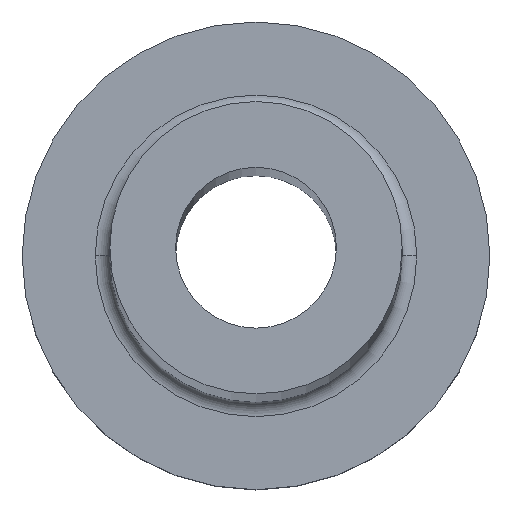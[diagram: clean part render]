
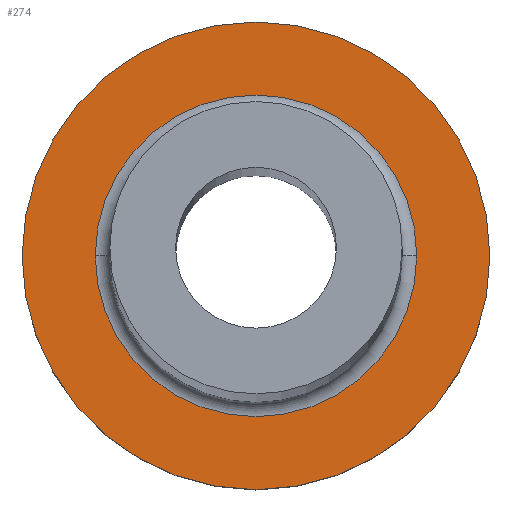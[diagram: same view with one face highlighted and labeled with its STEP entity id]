
A CAD part, top view. The second image highlights one B-rep face of the part: STEP entity #274.
In plain terms, the highlighted planar face has unit normal (0, 0, 1).
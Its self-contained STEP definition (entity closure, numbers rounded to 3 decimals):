
#2 = AXIS2_PLACEMENT_3D ( 'NONE', #313, #168, #375 ) ;
#26 = AXIS2_PLACEMENT_3D ( 'NONE', #89, #90, #290 ) ;
#27 = VERTEX_POINT ( 'NONE', #106 ) ;
#31 = VERTEX_POINT ( 'NONE', #76 ) ;
#33 = AXIS2_PLACEMENT_3D ( 'NONE', #310, #280, #136 ) ;
#57 = DIRECTION ( 'NONE',  ( 0., 0., 1. ) ) ;
#58 = FACE_OUTER_BOUND ( 'NONE', #298, .T. ) ;
#68 = VERTEX_POINT ( 'NONE', #105 ) ;
#76 = CARTESIAN_POINT ( 'NONE',  ( -5.5, 0., 5. ) ) ;
#87 = DIRECTION ( 'NONE',  ( 1., 0., 0. ) ) ;
#89 = CARTESIAN_POINT ( 'NONE',  ( 0., 0., 5. ) ) ;
#90 = DIRECTION ( 'NONE',  ( 0., 0., -1. ) ) ;
#95 = CIRCLE ( 'NONE', #118, 8. ) ;
#100 = EDGE_CURVE ( 'NONE', #327, #68, #126, .T. ) ;
#105 = CARTESIAN_POINT ( 'NONE',  ( 8., 0., 5. ) ) ;
#106 = CARTESIAN_POINT ( 'NONE',  ( 5.5, 0., 5. ) ) ;
#118 = AXIS2_PLACEMENT_3D ( 'NONE', #148, #57, #230 ) ;
#120 = DIRECTION ( 'NONE',  ( 0., 0., 1. ) ) ;
#125 = EDGE_CURVE ( 'NONE', #31, #27, #300, .T. ) ;
#126 = CIRCLE ( 'NONE', #2, 8. ) ;
#127 = ORIENTED_EDGE ( 'NONE', *, *, #100, .T. ) ;
#136 = DIRECTION ( 'NONE',  ( 1., 0., 0. ) ) ;
#148 = CARTESIAN_POINT ( 'NONE',  ( 0., 0., 5. ) ) ;
#168 = DIRECTION ( 'NONE',  ( 0., 0., 1. ) ) ;
#176 = CARTESIAN_POINT ( 'NONE',  ( -8., 0., 5. ) ) ;
#186 = ORIENTED_EDGE ( 'NONE', *, *, #323, .T. ) ;
#208 = CARTESIAN_POINT ( 'NONE',  ( 0., 0., 5. ) ) ;
#211 = ORIENTED_EDGE ( 'NONE', *, *, #370, .T. ) ;
#230 = DIRECTION ( 'NONE',  ( 1., 0., 0. ) ) ;
#234 = CIRCLE ( 'NONE', #26, 5.5 ) ;
#239 = EDGE_LOOP ( 'NONE', ( #186, #328 ) ) ;
#274 = ADVANCED_FACE ( 'NONE', ( #295, #58 ), #354, .T. ) ;
#280 = DIRECTION ( 'NONE',  ( 0., 0., -1. ) ) ;
#290 = DIRECTION ( 'NONE',  ( 1., 0., 0. ) ) ;
#295 = FACE_BOUND ( 'NONE', #239, .T. ) ;
#298 = EDGE_LOOP ( 'NONE', ( #127, #211 ) ) ;
#300 = CIRCLE ( 'NONE', #33, 5.5 ) ;
#310 = CARTESIAN_POINT ( 'NONE',  ( 0., 0., 5. ) ) ;
#313 = CARTESIAN_POINT ( 'NONE',  ( 0., 0., 5. ) ) ;
#323 = EDGE_CURVE ( 'NONE', #27, #31, #234, .T. ) ;
#327 = VERTEX_POINT ( 'NONE', #176 ) ;
#328 = ORIENTED_EDGE ( 'NONE', *, *, #125, .T. ) ;
#349 = AXIS2_PLACEMENT_3D ( 'NONE', #208, #120, #87 ) ;
#354 = PLANE ( 'NONE',  #349 ) ;
#370 = EDGE_CURVE ( 'NONE', #68, #327, #95, .T. ) ;
#375 = DIRECTION ( 'NONE',  ( 1., 0., 0. ) ) ;
